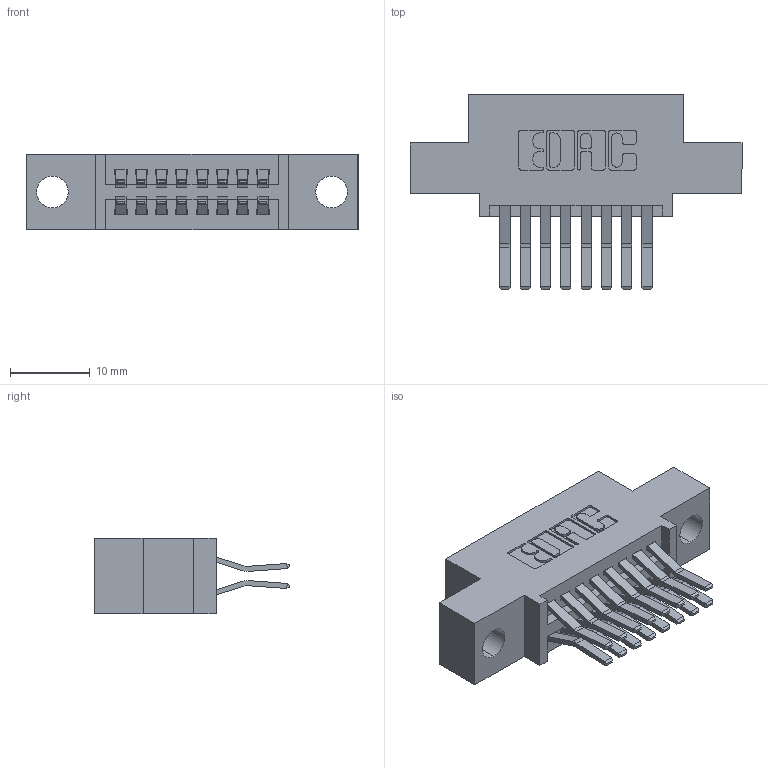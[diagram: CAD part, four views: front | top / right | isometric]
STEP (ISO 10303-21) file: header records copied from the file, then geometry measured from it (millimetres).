
FILE_DESCRIPTION (( 'STEP AP203' ), '1' );
FILE_NAME ('395-016-560-504.STEP', '2018-11-06T21:38:52', ( '' ), ( '' ), 'SwSTEP 2.0', 'SolidWorks 2016', '' );
FILE_SCHEMA (( 'CONFIG_CONTROL_DESIGN' ));
Length unit declared in the file: inch
Products named in the file (3): 395-016-560-504; 345-292-001_560 Tail; 345 Part_0.110 Offset - 0.156 Dia-TH
Assembly tree (17 placements, depth 2):
  395-016-560-504
    345 Part_0.110 Offset - 0.156 Dia-TH
    345-292-001_560 Tail  x16
Bounding box: 41.53 x 24.45 x 9.4 mm (x, y, z)
Volume: 3662.2 mm3; surface area: 4932.6 mm2
Topology: 17 solids, 17 shells, 962 faces, 2833 edges, 1866 vertices
Faces by surface type: plane 612, cylinder 350
Entity records: 11077 total; most frequent: CARTESIAN_POINT 1892, ORIENTED_EDGE 1826, DIRECTION 1713, EDGE_CURVE 913, LINE 745, VECTOR 745, VERTEX_POINT 606, AXIS2_PLACEMENT_3D 484
